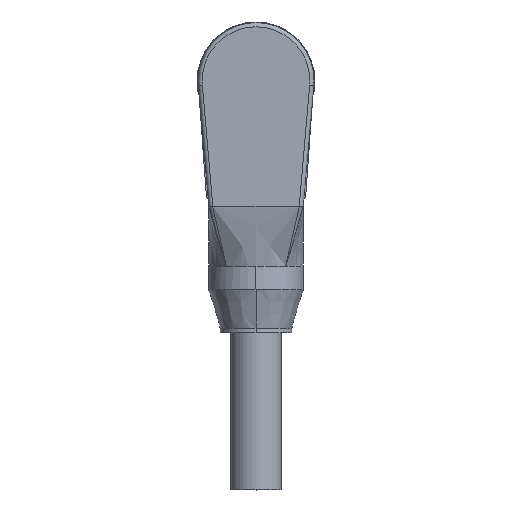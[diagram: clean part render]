
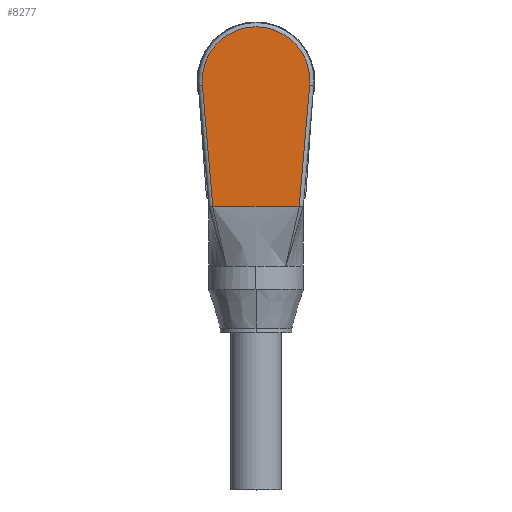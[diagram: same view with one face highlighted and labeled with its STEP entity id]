
A CAD part, top view. The second image highlights one B-rep face of the part: STEP entity #8277.
In plain terms, the highlighted planar face has unit normal (0, 0, 1).
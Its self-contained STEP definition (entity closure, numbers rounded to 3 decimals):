
#2486=DIRECTION('',(0.086,0.996,0.));
#2487=VECTOR('',#2486,15.47);
#2488=CARTESIAN_POINT('',(5.498,-16.,17.5));
#2489=LINE('',#2488,#2487);
#2493=DIRECTION('',(0.086,-0.996,0.));
#2494=VECTOR('',#2493,15.47);
#2495=CARTESIAN_POINT('',(-6.825,-0.587,17.5));
#2496=LINE('',#2495,#2494);
#2500=CARTESIAN_POINT('',(0.,0.,17.5));
#2501=DIRECTION('',(0.,0.,1.));
#2502=DIRECTION('',(-1.,0.,0.));
#2503=AXIS2_PLACEMENT_3D('',#2500,#2501,#2502);
#2508=CARTESIAN_POINT('',(0.,0.,17.5));
#2509=DIRECTION('',(0.,0.,1.));
#2510=DIRECTION('',(1.,0.,0.));
#2511=AXIS2_PLACEMENT_3D('',#2508,#2509,#2510);
#2516=CARTESIAN_POINT('',(0.,0.,17.5));
#2517=DIRECTION('',(0.,0.,1.));
#2518=DIRECTION('',(0.996,-0.086,0.));
#2519=AXIS2_PLACEMENT_3D('',#2516,#2517,#2518);
#2976=DIRECTION('',(-1.,0.,0.));
#2977=VECTOR('',#2976,10.996);
#2978=CARTESIAN_POINT('',(5.498,-16.,17.5));
#2979=LINE('',#2978,#2977);
#4438=CARTESIAN_POINT('',(6.825,-0.587,17.5));
#4439=VERTEX_POINT('',#4438);
#4440=CARTESIAN_POINT('',(5.498,-16.,17.5));
#4441=VERTEX_POINT('',#4440);
#4446=CARTESIAN_POINT('',(-6.825,-0.587,17.5));
#4447=VERTEX_POINT('',#4446);
#4448=CARTESIAN_POINT('',(-6.85,0.,17.5));
#4449=VERTEX_POINT('',#4448);
#4450=CARTESIAN_POINT('',(6.85,0.,17.5));
#4451=VERTEX_POINT('',#4450);
#4452=CARTESIAN_POINT('',(-5.498,-16.,17.5));
#4453=VERTEX_POINT('',#4452);
#8262=CARTESIAN_POINT('',(0.,0.,17.5));
#8263=DIRECTION('',(0.,0.,-1.));
#8264=DIRECTION('',(-1.,0.,0.));
#8265=AXIS2_PLACEMENT_3D('',#8262,#8263,#8264);
#8266=PLANE('',#8265);
#8268=ORIENTED_EDGE('',*,*,#8267,.F.);
#8270=ORIENTED_EDGE('',*,*,#8269,.T.);
#8271=ORIENTED_EDGE('',*,*,#8245,.F.);
#8272=ORIENTED_EDGE('',*,*,#8233,.F.);
#8273=ORIENTED_EDGE('',*,*,#8231,.F.);
#8274=ORIENTED_EDGE('',*,*,#8229,.F.);
#8275=EDGE_LOOP('',(#8268,#8270,#8271,#8272,#8273,#8274));
#8276=FACE_OUTER_BOUND('',#8275,.F.);
#8277=ADVANCED_FACE('',(#8276),#8266,.F.);
#2504=CIRCLE('',#2503,6.85);
#2512=CIRCLE('',#2511,6.85);
#2520=CIRCLE('',#2519,6.85);
#8229=EDGE_CURVE('',#4439,#4451,#2520,.T.);
#8231=EDGE_CURVE('',#4451,#4449,#2512,.T.);
#8233=EDGE_CURVE('',#4449,#4447,#2504,.T.);
#8245=EDGE_CURVE('',#4447,#4453,#2496,.T.);
#8267=EDGE_CURVE('',#4441,#4439,#2489,.T.);
#8269=EDGE_CURVE('',#4441,#4453,#2979,.T.);
